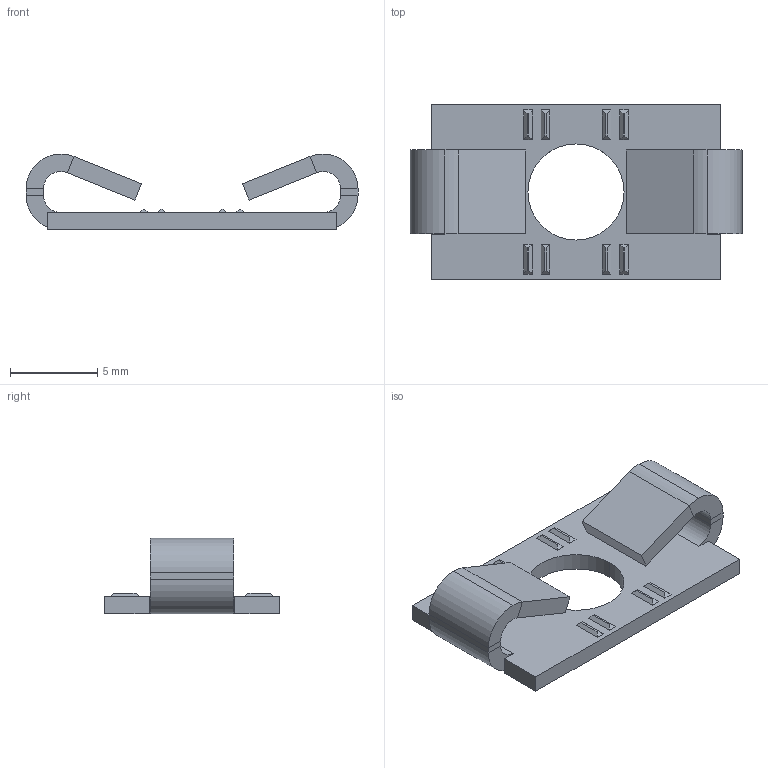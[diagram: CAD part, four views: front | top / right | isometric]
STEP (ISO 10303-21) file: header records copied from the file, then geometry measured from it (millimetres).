
FILE_DESCRIPTION(('STEP AP214'),'1');
FILE_NAME('fath_092038.stp','2017-04-24T02:22:21',('TraceParts'),('TraceParts S.A.'),'Spatial InterOp 3D',' ',' ');
FILE_SCHEMA(('automotive_design'));
Length unit declared in the file: millimetre
Products named in the file (1): fath_092038
Bounding box: 19 x 10 x 4.35 mm (x, y, z)
Volume: 228.7 mm3; surface area: 570.8 mm2
Topology: 1 solids, 1 shells, 96 faces, 226 edges, 140 vertices
Faces by surface type: plane 82, cylinder 14
Entity records: 3479 total; most frequent: CARTESIAN_POINT 463, ORIENTED_EDGE 452, DIRECTION 448, EDGE_CURVE 226, LINE 198, VECTOR 198, VERTEX_POINT 140, AXIS2_PLACEMENT_3D 125
